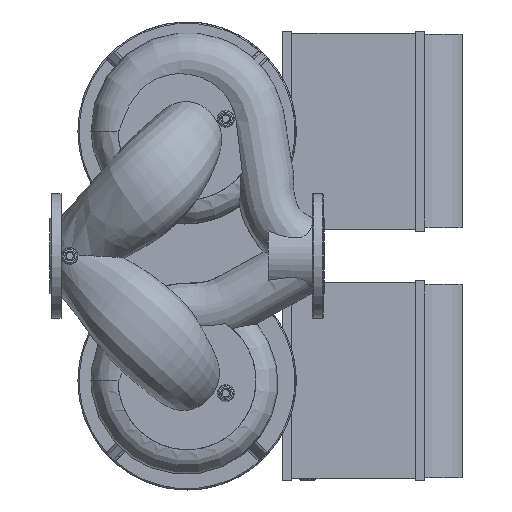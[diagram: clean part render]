
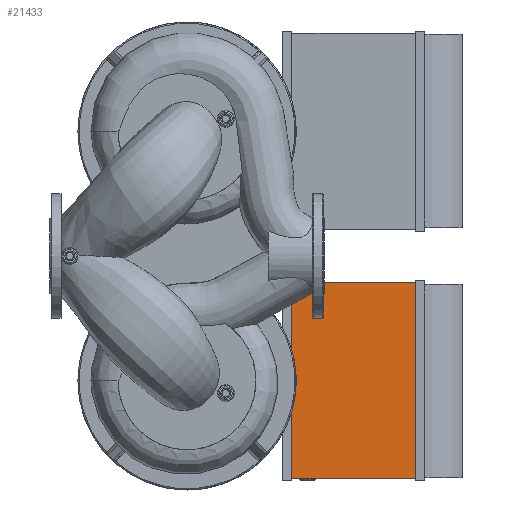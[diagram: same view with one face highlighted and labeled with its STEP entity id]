
A CAD part, front view. The second image highlights one B-rep face of the part: STEP entity #21433.
In plain terms, the highlighted planar face has unit normal (0, -1, 0).
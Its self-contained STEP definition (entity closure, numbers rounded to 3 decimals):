
#1953=FACE_OUTER_BOUND($,#3422,.T.);
#3422=EDGE_LOOP($,(#18607,#18608,#18609,#18610));
#5145=LINE($,#57129,#7015);
#5177=LINE($,#57208,#7047);
#5178=LINE($,#57210,#7048);
#5179=LINE($,#57211,#7049);
#7015=VECTOR($,#28968,198.);
#7047=VECTOR($,#29040,314.);
#7048=VECTOR($,#29041,198.);
#7049=VECTOR($,#29042,314.);
#10054=VERTEX_POINT($,#57126);
#10055=VERTEX_POINT($,#57128);
#10082=VERTEX_POINT($,#57207);
#10083=VERTEX_POINT($,#57209);
#12930=EDGE_CURVE($,#10055,#10054,#5145,.T.);
#12968=EDGE_CURVE($,#10082,#10054,#5177,.T.);
#12969=EDGE_CURVE($,#10082,#10083,#5178,.T.);
#12970=EDGE_CURVE($,#10083,#10055,#5179,.T.);
#18607=ORIENTED_EDGE($,*,*,#12930,.T.);
#18608=ORIENTED_EDGE($,*,*,#12968,.F.);
#18609=ORIENTED_EDGE($,*,*,#12969,.T.);
#18610=ORIENTED_EDGE($,*,*,#12970,.T.);
#20187=PLANE($,#23527);
#21433=ADVANCED_FACE($,(#1953),#20187,.T.);
#23527=AXIS2_PLACEMENT_3D($,#57206,#29038,#29039);
#28968=DIRECTION($,(1.,0.,0.));
#29038=DIRECTION('center_axis',(0.,-1.,0.));
#29039=DIRECTION('ref_axis',(0.,0.,-1.));
#29040=DIRECTION($,(0.,0.,-1.));
#29041=DIRECTION($,(-1.,0.,0.));
#29042=DIRECTION($,(0.,0.,-1.));
#57126=CARTESIAN_POINT('',(586.,350.,-357.));
#57128=CARTESIAN_POINT('',(388.,350.,-357.));
#57129=CARTESIAN_POINT($,(536.5,350.,-357.));
#57206=CARTESIAN_POINT('Origin',(586.,350.,-200.));
#57207=CARTESIAN_POINT('',(586.,350.,-43.));
#57208=CARTESIAN_POINT($,(586.,350.,-200.));
#57209=CARTESIAN_POINT('',(388.,350.,-43.));
#57210=CARTESIAN_POINT($,(536.5,350.,-43.));
#57211=CARTESIAN_POINT($,(388.,350.,-200.));
